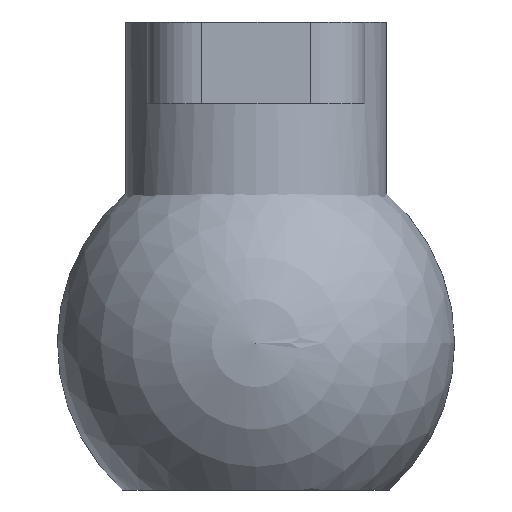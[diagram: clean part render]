
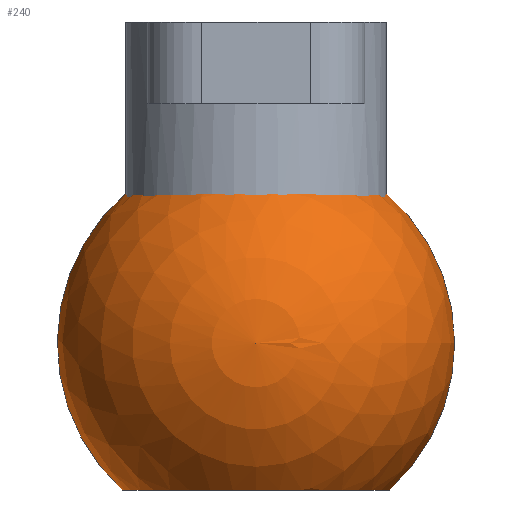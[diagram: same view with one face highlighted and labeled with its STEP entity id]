
A CAD part, front view. The second image highlights one B-rep face of the part: STEP entity #240.
In plain terms, the highlighted spherical face has radius 18.25 mm.
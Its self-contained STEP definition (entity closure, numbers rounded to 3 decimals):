
#90 = CARTESIAN_POINT ( 'NONE',  ( 45., 0., 2.5 ) ) ;
#95 = ORIENTED_EDGE ( 'NONE', *, *, #554, .T. ) ;
#135 = CARTESIAN_POINT ( 'NONE',  ( 35.714, 0., 31.711 ) ) ;
#149 = AXIS2_PLACEMENT_3D ( 'NONE', #90, #937, #201 ) ;
#155 = SPHERICAL_SURFACE ( 'NONE', #754, 18.25 ) ;
#156 = CARTESIAN_POINT ( 'NONE',  ( 45., 0., 16. ) ) ;
#162 = CARTESIAN_POINT ( 'NONE',  ( 57.281, 0., 2.5 ) ) ;
#177 = DIRECTION ( 'NONE',  ( 0., 1., 0. ) ) ;
#192 = CIRCLE ( 'NONE', #149, 12.281 ) ;
#201 = DIRECTION ( 'NONE',  ( 0., 1., 0. ) ) ;
#207 = CARTESIAN_POINT ( 'NONE',  ( 54.286, 0., 31.711 ) ) ;
#219 = DIRECTION ( 'NONE',  ( 0., -1., 0. ) ) ;
#240 = ADVANCED_FACE ( 'NONE', ( #667 ), #155, .T. ) ;
#244 = EDGE_LOOP ( 'NONE', ( #889, #821, #904, #95 ) ) ;
#274 = AXIS2_PLACEMENT_3D ( 'NONE', #955, #800, #219 ) ;
#418 = CIRCLE ( 'NONE', #873, 18.25 ) ;
#475 = CARTESIAN_POINT ( 'NONE',  ( 32.719, 0., 2.5 ) ) ;
#518 = VERTEX_POINT ( 'NONE', #162 ) ;
#529 = DIRECTION ( 'NONE',  ( 0., 1., 0. ) ) ;
#554 = EDGE_CURVE ( 'NONE', #615, #739, #752, .T. ) ;
#607 = DIRECTION ( 'NONE',  ( -1., 0., 0. ) ) ;
#615 = VERTEX_POINT ( 'NONE', #207 ) ;
#667 = FACE_OUTER_BOUND ( 'NONE', #244, .T. ) ;
#673 = CARTESIAN_POINT ( 'NONE',  ( 45., 0., 16. ) ) ;
#676 = AXIS2_PLACEMENT_3D ( 'NONE', #156, #744, #980 ) ;
#728 = VERTEX_POINT ( 'NONE', #475 ) ;
#731 = EDGE_CURVE ( 'NONE', #518, #615, #818, .T. ) ;
#739 = VERTEX_POINT ( 'NONE', #135 ) ;
#744 = DIRECTION ( 'NONE',  ( 0., -1., 0. ) ) ;
#752 = CIRCLE ( 'NONE', #274, 9.286 ) ;
#754 = AXIS2_PLACEMENT_3D ( 'NONE', #778, #529, #785 ) ;
#778 = CARTESIAN_POINT ( 'NONE',  ( 45., 0., 16. ) ) ;
#785 = DIRECTION ( 'NONE',  ( 1., 0., 0. ) ) ;
#800 = DIRECTION ( 'NONE',  ( 0., 0., -1. ) ) ;
#818 = CIRCLE ( 'NONE', #676, 18.25 ) ;
#821 = ORIENTED_EDGE ( 'NONE', *, *, #1018, .T. ) ;
#873 = AXIS2_PLACEMENT_3D ( 'NONE', #673, #177, #607 ) ;
#889 = ORIENTED_EDGE ( 'NONE', *, *, #960, .F. ) ;
#904 = ORIENTED_EDGE ( 'NONE', *, *, #731, .T. ) ;
#937 = DIRECTION ( 'NONE',  ( 0., 0., 1. ) ) ;
#955 = CARTESIAN_POINT ( 'NONE',  ( 45., 0., 31.711 ) ) ;
#960 = EDGE_CURVE ( 'NONE', #728, #739, #418, .T. ) ;
#980 = DIRECTION ( 'NONE',  ( 0., 0., -1. ) ) ;
#1018 = EDGE_CURVE ( 'NONE', #728, #518, #192, .T. ) ;
